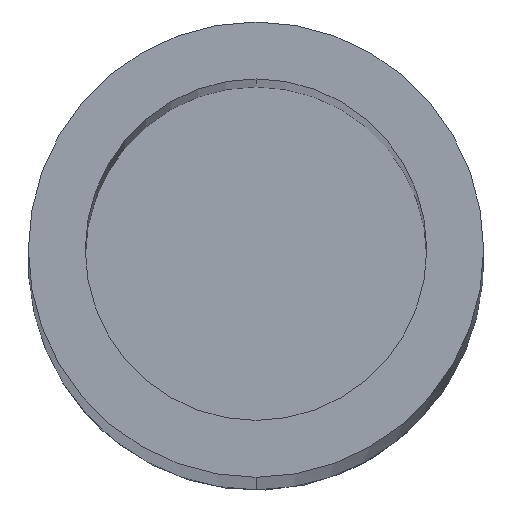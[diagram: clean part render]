
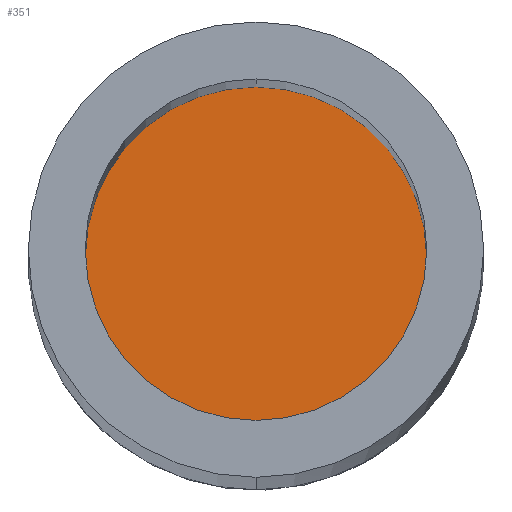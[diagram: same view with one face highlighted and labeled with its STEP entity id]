
A CAD part, top view. The second image highlights one B-rep face of the part: STEP entity #351.
In plain terms, the highlighted planar face has unit normal (0, 0, 1).
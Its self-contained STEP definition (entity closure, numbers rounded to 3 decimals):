
#19 = DIRECTION ( 'NONE',  ( 0., 0., 1. ) ) ;
#25 = CARTESIAN_POINT ( 'NONE',  ( 0., 0.003, 501.467 ) ) ;
#31 = EDGE_CURVE ( 'NONE', #410, #231, #139, .T. ) ;
#52 = ORIENTED_EDGE ( 'NONE', *, *, #31, .T. ) ;
#131 = CARTESIAN_POINT ( 'NONE',  ( 0., 30.003, 501.467 ) ) ;
#139 = CIRCLE ( 'NONE', #378, 30. ) ;
#158 = DIRECTION ( 'NONE',  ( 0., -1., 0. ) ) ;
#171 = CARTESIAN_POINT ( 'NONE',  ( 0., 0.003, 501.467 ) ) ;
#211 = AXIS2_PLACEMENT_3D ( 'NONE', #394, #359, #429 ) ;
#231 = VERTEX_POINT ( 'NONE', #131 ) ;
#249 = PLANE ( 'NONE',  #211 ) ;
#264 = EDGE_LOOP ( 'NONE', ( #52, #331 ) ) ;
#267 = EDGE_CURVE ( 'NONE', #231, #410, #438, .T. ) ;
#279 = AXIS2_PLACEMENT_3D ( 'NONE', #171, #381, #343 ) ;
#331 = ORIENTED_EDGE ( 'NONE', *, *, #267, .T. ) ;
#343 = DIRECTION ( 'NONE',  ( 0., -1., 0. ) ) ;
#350 = CARTESIAN_POINT ( 'NONE',  ( 0., -29.997, 501.467 ) ) ;
#351 = ADVANCED_FACE ( 'NONE', ( #391 ), #249, .T. ) ;
#359 = DIRECTION ( 'NONE',  ( 0., 0., 1. ) ) ;
#378 = AXIS2_PLACEMENT_3D ( 'NONE', #25, #19, #158 ) ;
#381 = DIRECTION ( 'NONE',  ( 0., 0., 1. ) ) ;
#391 = FACE_OUTER_BOUND ( 'NONE', #264, .T. ) ;
#394 = CARTESIAN_POINT ( 'NONE',  ( 0., 0.003, 501.467 ) ) ;
#410 = VERTEX_POINT ( 'NONE', #350 ) ;
#429 = DIRECTION ( 'NONE',  ( 0., -1., 0. ) ) ;
#438 = CIRCLE ( 'NONE', #279, 30. ) ;
